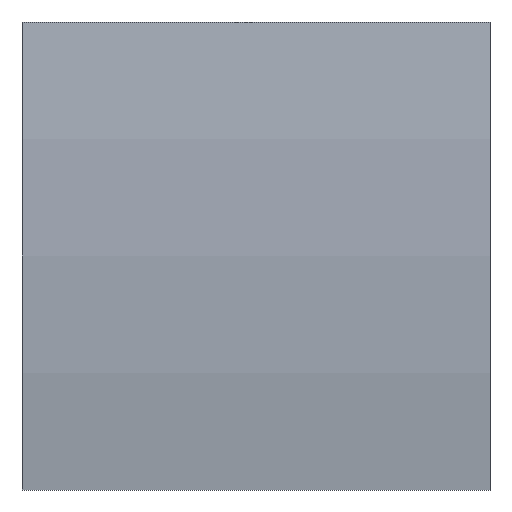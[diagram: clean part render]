
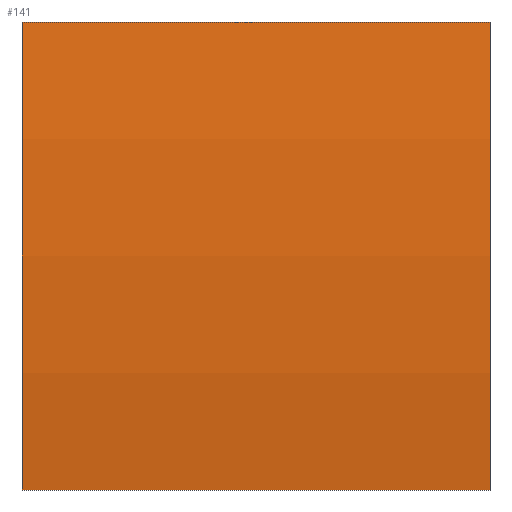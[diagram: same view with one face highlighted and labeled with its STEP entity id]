
A CAD part, left-side view. The second image highlights one B-rep face of the part: STEP entity #141.
In plain terms, the highlighted cylindrical face has radius 34.35 mm (diameter 68.7 mm), a partial arc.
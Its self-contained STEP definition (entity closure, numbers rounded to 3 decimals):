
#1 = DIRECTION ( 'NONE',  ( 0., 1., 0. ) ) ;
#2 = CARTESIAN_POINT ( 'NONE',  ( 4.355, 10., 0. ) ) ;
#5 = EDGE_LOOP ( 'NONE', ( #147, #172, #76, #83 ) ) ;
#10 = LINE ( 'NONE', #197, #161 ) ;
#26 = LINE ( 'NONE', #174, #70 ) ;
#31 = DIRECTION ( 'NONE',  ( 0., 0., -1. ) ) ;
#37 = EDGE_CURVE ( 'NONE', #148, #92, #10, .T. ) ;
#39 = VERTEX_POINT ( 'NONE', #119 ) ;
#47 = DIRECTION ( 'NONE',  ( 0., -1., 0. ) ) ;
#51 = AXIS2_PLACEMENT_3D ( 'NONE', #169, #91, #193 ) ;
#52 = AXIS2_PLACEMENT_3D ( 'NONE', #2, #1, #121 ) ;
#54 = EDGE_CURVE ( 'NONE', #39, #132, #26, .T. ) ;
#58 = CIRCLE ( 'NONE', #52, 34.35 ) ;
#63 = EDGE_CURVE ( 'NONE', #39, #148, #58, .T. ) ;
#67 = CARTESIAN_POINT ( 'NONE',  ( -29.629, 0., 5. ) ) ;
#70 = VECTOR ( 'NONE', #47, 1000. ) ;
#76 = ORIENTED_EDGE ( 'NONE', *, *, #63, .F. ) ;
#80 = DIRECTION ( 'NONE',  ( 0., -1., 0. ) ) ;
#83 = ORIENTED_EDGE ( 'NONE', *, *, #54, .T. ) ;
#90 = CIRCLE ( 'NONE', #51, 34.35 ) ;
#91 = DIRECTION ( 'NONE',  ( 0., 1., 0. ) ) ;
#92 = VERTEX_POINT ( 'NONE', #67 ) ;
#119 = CARTESIAN_POINT ( 'NONE',  ( -29.629, 10., -5. ) ) ;
#121 = DIRECTION ( 'NONE',  ( 0., 0., 1. ) ) ;
#131 = DIRECTION ( 'NONE',  ( 0., -1., 0. ) ) ;
#132 = VERTEX_POINT ( 'NONE', #142 ) ;
#133 = EDGE_CURVE ( 'NONE', #132, #92, #90, .T. ) ;
#141 = ADVANCED_FACE ( 'NONE', ( #188 ), #158, .T. ) ;
#142 = CARTESIAN_POINT ( 'NONE',  ( -29.629, 0., -5. ) ) ;
#147 = ORIENTED_EDGE ( 'NONE', *, *, #133, .T. ) ;
#148 = VERTEX_POINT ( 'NONE', #149 ) ;
#149 = CARTESIAN_POINT ( 'NONE',  ( -29.629, 10., 5. ) ) ;
#155 = AXIS2_PLACEMENT_3D ( 'NONE', #162, #80, #31 ) ;
#158 = CYLINDRICAL_SURFACE ( 'NONE', #155, 34.35 ) ;
#161 = VECTOR ( 'NONE', #131, 1000. ) ;
#162 = CARTESIAN_POINT ( 'NONE',  ( 4.355, 10., 0. ) ) ;
#169 = CARTESIAN_POINT ( 'NONE',  ( 4.355, 0., 0. ) ) ;
#172 = ORIENTED_EDGE ( 'NONE', *, *, #37, .F. ) ;
#174 = CARTESIAN_POINT ( 'NONE',  ( -29.629, 10., -5. ) ) ;
#188 = FACE_OUTER_BOUND ( 'NONE', #5, .T. ) ;
#193 = DIRECTION ( 'NONE',  ( 0., 0., 1. ) ) ;
#197 = CARTESIAN_POINT ( 'NONE',  ( -29.629, 10., 5. ) ) ;
